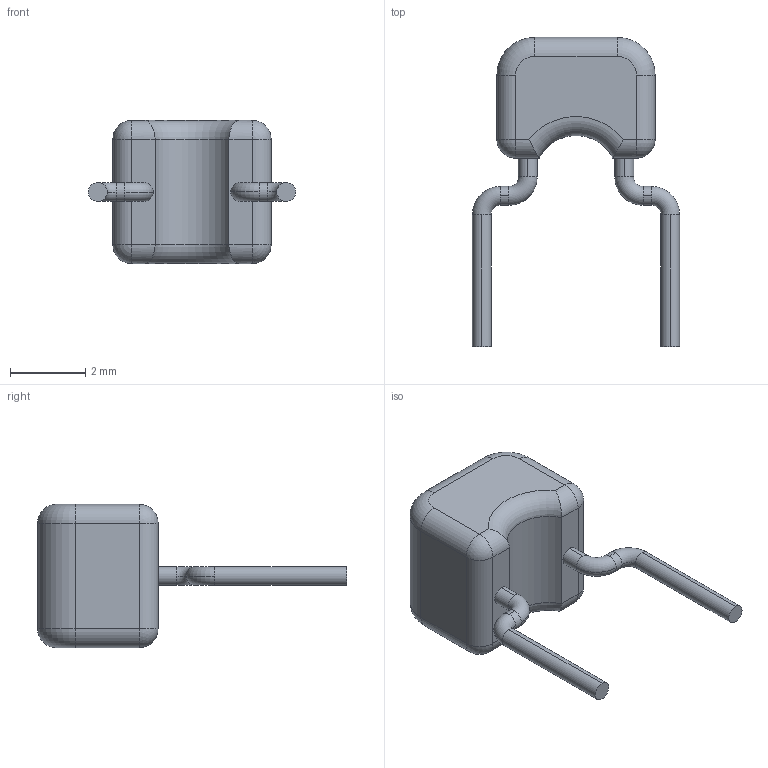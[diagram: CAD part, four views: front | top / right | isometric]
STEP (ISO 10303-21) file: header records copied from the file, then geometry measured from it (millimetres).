
FILE_DESCRIPTION (( 'STEP AP214' ), '1' );
FILE_NAME ('Ê10-17Á èìï. 0805.STEP', '2022-12-04T15:32:28', ( '' ), ( '' ), 'SwSTEP 2.0', 'SolidWorks 2021', '' );
FILE_SCHEMA (( 'AUTOMOTIVE_DESIGN' ));
Length unit declared in the file: millimetre
Products named in the file (1): Ê10-17Á èìï. 0805
Bounding box: 5.5 x 8.2 x 3.8 mm (x, y, z)
Volume: 46.7 mm3; surface area: 89.2 mm2
Topology: 1 solids, 1 shells, 54 faces, 130 edges, 76 vertices
Faces by surface type: cylinder 27, torus 14, plane 9, sphere 4
Entity records: 1846 total; most frequent: DIRECTION 312, CARTESIAN_POINT 277, ORIENTED_EDGE 252, AXIS2_PLACEMENT_3D 135, EDGE_CURVE 126, CIRCLE 80, VERTEX_POINT 76, EDGE_LOOP 56
